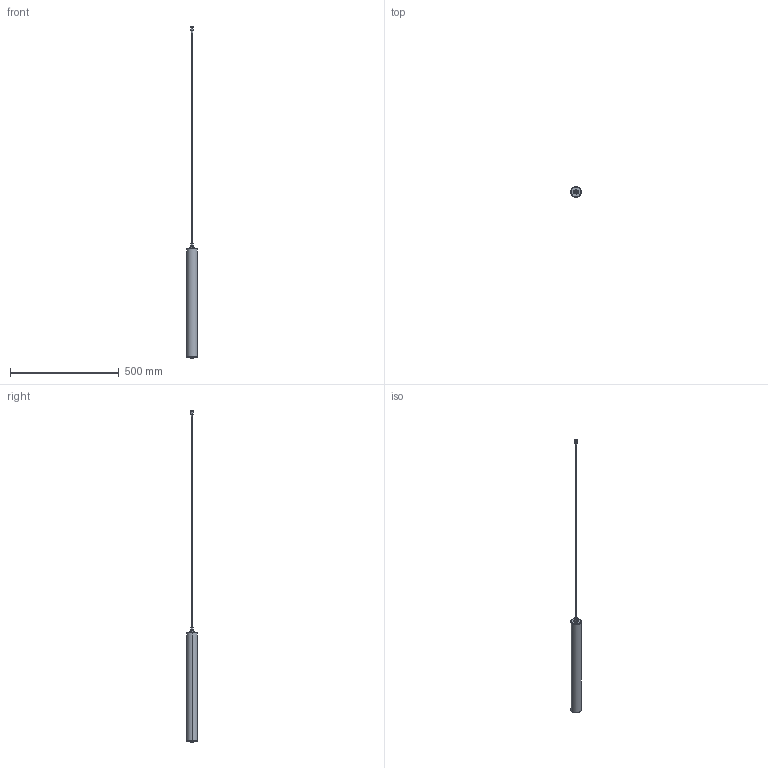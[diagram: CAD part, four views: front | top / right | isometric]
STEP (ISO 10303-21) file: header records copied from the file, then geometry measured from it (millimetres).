
FILE_DESCRIPTION (( 'STEP AP203' ), '1' );
FILE_NAME ('PR-AD-48-500-仩仩ZRAT.step', '2024-03-21T09:01:03', ( '1347' ), ( 'HP Inc.' ), 'SwSTEP 2.0', 'SolidWorks 2023', '' );
FILE_SCHEMA (( 'CONFIG_CONTROL_DESIGN' ));
Length unit declared in the file: millimetre
Products named in the file (1): PR-AD-48-500-□□ZRAT
Bounding box: 48.6 x 48.6 x 1525 mm (x, y, z)
Surface area: 96679.3 mm2 (no closed solid volume)
Topology: 0 solids, 4 shells, 160 faces, 376 edges, 241 vertices
Faces by surface type: cylinder 71, plane 54, cone 18, torus 14, bspline 3
Entity records: 5149 total; most frequent: CARTESIAN_POINT 1348, DIRECTION 811, ORIENTED_EDGE 742, EDGE_CURVE 374, AXIS2_PLACEMENT_3D 320, VERTEX_POINT 241, EDGE_LOOP 182, LINE 171
